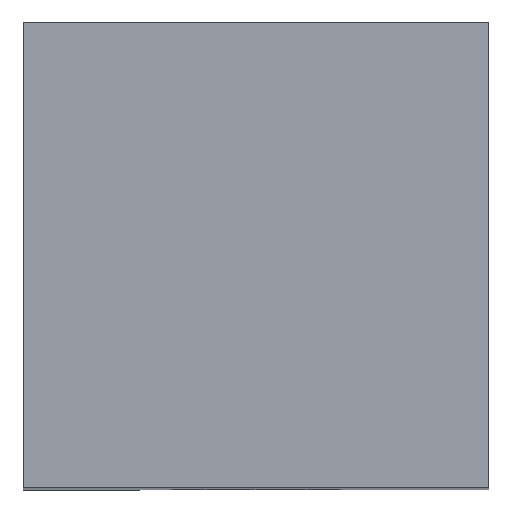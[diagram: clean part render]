
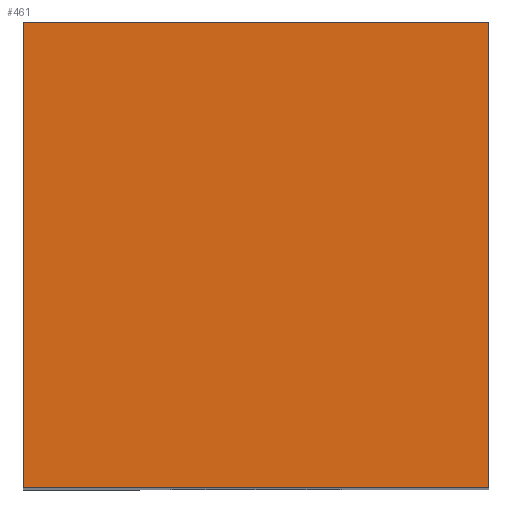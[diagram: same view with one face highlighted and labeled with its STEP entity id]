
A CAD part, top view. The second image highlights one B-rep face of the part: STEP entity #461.
In plain terms, the highlighted planar face has unit normal (0, 0, 1).
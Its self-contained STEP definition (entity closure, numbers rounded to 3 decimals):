
#11 = VERTEX_POINT ( 'NONE', #563 ) ;
#12 = CARTESIAN_POINT ( 'NONE',  ( 2.5, -2.5, 0. ) ) ;
#13 = VERTEX_POINT ( 'NONE', #547 ) ;
#66 = VERTEX_POINT ( 'NONE', #587 ) ;
#67 = VERTEX_POINT ( 'NONE', #280 ) ;
#117 = CARTESIAN_POINT ( 'NONE',  ( 2.5, 2.5, 0. ) ) ;
#120 = EDGE_CURVE ( 'NONE', #67, #13, #536, .T. ) ;
#132 = DIRECTION ( 'NONE',  ( -1., 0., 0. ) ) ;
#139 = EDGE_LOOP ( 'NONE', ( #405, #328, #544, #443 ) ) ;
#177 = EDGE_CURVE ( 'NONE', #13, #11, #252, .T. ) ;
#192 = LINE ( 'NONE', #117, #372 ) ;
#252 = LINE ( 'NONE', #12, #439 ) ;
#280 = CARTESIAN_POINT ( 'NONE',  ( -2.5, 2.5, 0. ) ) ;
#328 = ORIENTED_EDGE ( 'NONE', *, *, #177, .T. ) ;
#340 = VECTOR ( 'NONE', #597, 1000. ) ;
#372 = VECTOR ( 'NONE', #132, 1000. ) ;
#381 = FACE_OUTER_BOUND ( 'NONE', #139, .T. ) ;
#404 = CARTESIAN_POINT ( 'NONE',  ( -2.5, 2.5, 0. ) ) ;
#405 = ORIENTED_EDGE ( 'NONE', *, *, #120, .T. ) ;
#431 = CARTESIAN_POINT ( 'NONE',  ( 2.5, -2.5, 0. ) ) ;
#432 = EDGE_CURVE ( 'NONE', #11, #66, #494, .T. ) ;
#433 = DIRECTION ( 'NONE',  ( 1., 0., 0. ) ) ;
#436 = DIRECTION ( 'NONE',  ( 0., 1., 0. ) ) ;
#439 = VECTOR ( 'NONE', #433, 1000. ) ;
#440 = VECTOR ( 'NONE', #436, 1000. ) ;
#443 = ORIENTED_EDGE ( 'NONE', *, *, #583, .T. ) ;
#444 = PLANE ( 'NONE',  #475 ) ;
#456 = DIRECTION ( 'NONE',  ( 0., 0., 1. ) ) ;
#458 = DIRECTION ( 'NONE',  ( 1., 0., 0. ) ) ;
#461 = ADVANCED_FACE ( 'NONE', ( #381 ), #444, .T. ) ;
#475 = AXIS2_PLACEMENT_3D ( 'NONE', #404, #456, #458 ) ;
#494 = LINE ( 'NONE', #431, #440 ) ;
#536 = LINE ( 'NONE', #601, #340 ) ;
#544 = ORIENTED_EDGE ( 'NONE', *, *, #432, .T. ) ;
#547 = CARTESIAN_POINT ( 'NONE',  ( -2.5, -2.5, 0. ) ) ;
#563 = CARTESIAN_POINT ( 'NONE',  ( 2.5, -2.5, 0. ) ) ;
#583 = EDGE_CURVE ( 'NONE', #66, #67, #192, .T. ) ;
#587 = CARTESIAN_POINT ( 'NONE',  ( 2.5, 2.5, 0. ) ) ;
#597 = DIRECTION ( 'NONE',  ( 0., -1., 0. ) ) ;
#601 = CARTESIAN_POINT ( 'NONE',  ( -2.5, -2.5, 0. ) ) ;
